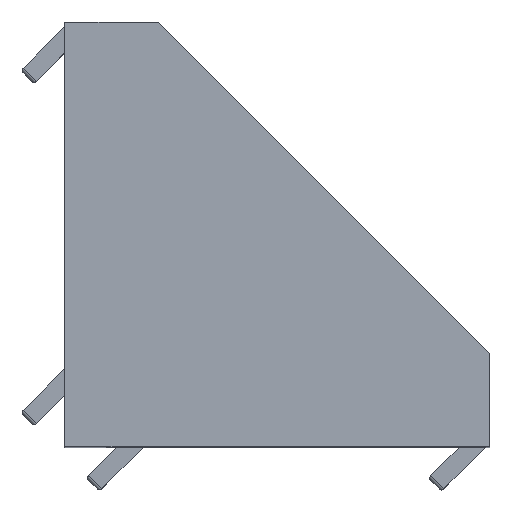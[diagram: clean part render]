
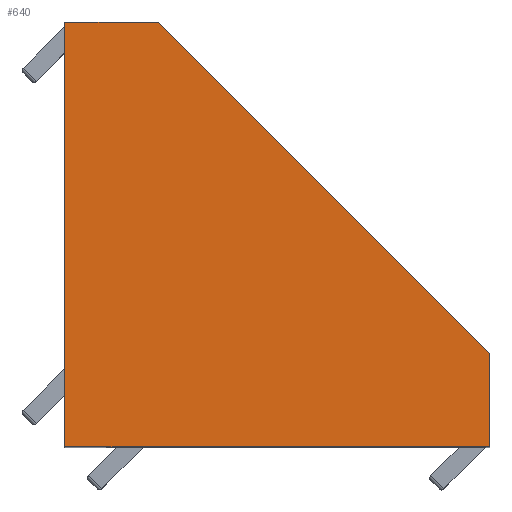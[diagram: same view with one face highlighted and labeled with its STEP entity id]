
A CAD part, top view. The second image highlights one B-rep face of the part: STEP entity #640.
In plain terms, the highlighted planar face has unit normal (0, 0, 1).
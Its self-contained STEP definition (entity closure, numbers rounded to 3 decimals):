
#64 = DIRECTION ( 'NONE',  ( -1., 0., 0. ) ) ;
#125 = DIRECTION ( 'NONE',  ( -0.707, 0.707, 0. ) ) ;
#165 = VERTEX_POINT ( 'NONE', #2519 ) ;
#219 = EDGE_CURVE ( 'NONE', #2974, #165, #2226, .T. ) ;
#287 = EDGE_CURVE ( 'NONE', #495, #2974, #356, .T. ) ;
#327 = VECTOR ( 'NONE', #1407, 1000. ) ;
#356 = LINE ( 'NONE', #1561, #2318 ) ;
#495 = VERTEX_POINT ( 'NONE', #1908 ) ;
#520 = EDGE_CURVE ( 'NONE', #2673, #855, #1235, .T. ) ;
#550 = DIRECTION ( 'NONE',  ( 1., 0., 0. ) ) ;
#612 = CARTESIAN_POINT ( 'NONE',  ( 9., 41., 20.5 ) ) ;
#640 = ADVANCED_FACE ( 'NONE', ( #1013 ), #768, .F. ) ;
#768 = PLANE ( 'NONE',  #836 ) ;
#836 = AXIS2_PLACEMENT_3D ( 'NONE', #1746, #2039, #64 ) ;
#855 = VERTEX_POINT ( 'NONE', #1215 ) ;
#919 = VECTOR ( 'NONE', #2534, 1000. ) ;
#1013 = FACE_OUTER_BOUND ( 'NONE', #1915, .T. ) ;
#1033 = CARTESIAN_POINT ( 'NONE',  ( 41., 0., 20.5 ) ) ;
#1038 = CARTESIAN_POINT ( 'NONE',  ( 0., 41., 20.5 ) ) ;
#1126 = CARTESIAN_POINT ( 'NONE',  ( 0., 0., 20.5 ) ) ;
#1215 = CARTESIAN_POINT ( 'NONE',  ( 41., 0., 20.5 ) ) ;
#1235 = LINE ( 'NONE', #1033, #1761 ) ;
#1407 = DIRECTION ( 'NONE',  ( 0., 1., 0. ) ) ;
#1561 = CARTESIAN_POINT ( 'NONE',  ( 9., 41., 20.5 ) ) ;
#1692 = ORIENTED_EDGE ( 'NONE', *, *, #3055, .T. ) ;
#1746 = CARTESIAN_POINT ( 'NONE',  ( 0., 0., 20.5 ) ) ;
#1761 = VECTOR ( 'NONE', #550, 1000. ) ;
#1809 = ORIENTED_EDGE ( 'NONE', *, *, #287, .T. ) ;
#1908 = CARTESIAN_POINT ( 'NONE',  ( 41., 9., 20.5 ) ) ;
#1915 = EDGE_LOOP ( 'NONE', ( #2448, #1692, #1809, #2657, #2078 ) ) ;
#1981 = EDGE_CURVE ( 'NONE', #165, #2673, #2783, .T. ) ;
#2039 = DIRECTION ( 'NONE',  ( 0., 0., -1. ) ) ;
#2078 = ORIENTED_EDGE ( 'NONE', *, *, #1981, .T. ) ;
#2137 = LINE ( 'NONE', #2627, #327 ) ;
#2226 = LINE ( 'NONE', #1038, #2819 ) ;
#2318 = VECTOR ( 'NONE', #125, 1000. ) ;
#2417 = CARTESIAN_POINT ( 'NONE',  ( 0., 0., 20.5 ) ) ;
#2448 = ORIENTED_EDGE ( 'NONE', *, *, #520, .T. ) ;
#2519 = CARTESIAN_POINT ( 'NONE',  ( 0., 41., 20.5 ) ) ;
#2534 = DIRECTION ( 'NONE',  ( 0., -1., 0. ) ) ;
#2627 = CARTESIAN_POINT ( 'NONE',  ( 41., 9., 20.5 ) ) ;
#2657 = ORIENTED_EDGE ( 'NONE', *, *, #219, .T. ) ;
#2673 = VERTEX_POINT ( 'NONE', #2417 ) ;
#2783 = LINE ( 'NONE', #1126, #919 ) ;
#2819 = VECTOR ( 'NONE', #3018, 1000. ) ;
#2974 = VERTEX_POINT ( 'NONE', #612 ) ;
#3018 = DIRECTION ( 'NONE',  ( -1., 0., 0. ) ) ;
#3055 = EDGE_CURVE ( 'NONE', #855, #495, #2137, .T. ) ;
